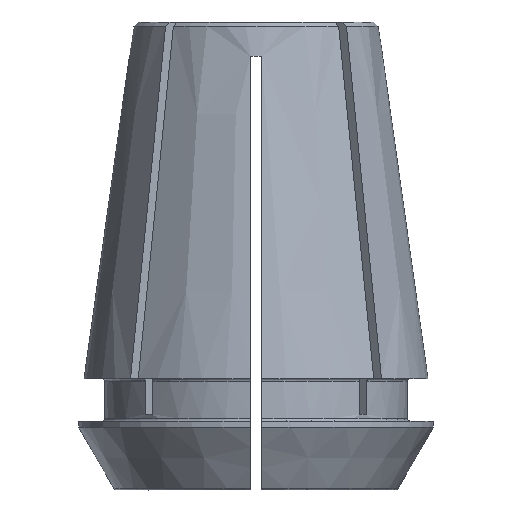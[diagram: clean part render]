
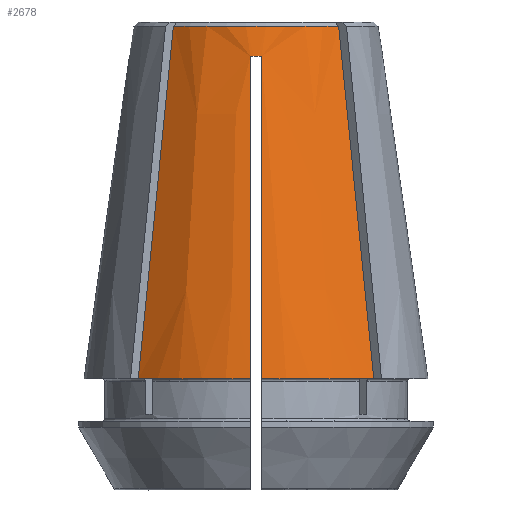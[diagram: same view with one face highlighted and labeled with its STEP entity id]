
A CAD part, front view. The second image highlights one B-rep face of the part: STEP entity #2678.
In plain terms, the highlighted conical face has half-angle 8 degrees and reference radius 8.86 mm.
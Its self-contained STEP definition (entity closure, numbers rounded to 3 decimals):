
#53=CONICAL_SURFACE('',#2878,8.86,0.14);
#115=CIRCLE('',#2829,9.211);
#147=CIRCLE('',#2879,12.5);
#148=CIRCLE('',#2880,8.902);
#149=CIRCLE('',#2881,12.5);
#876=ORIENTED_EDGE('',*,*,#1719,.T.);
#877=ORIENTED_EDGE('',*,*,#1720,.T.);
#878=ORIENTED_EDGE('',*,*,#1721,.F.);
#879=ORIENTED_EDGE('',*,*,#1631,.T.);
#880=ORIENTED_EDGE('',*,*,#1722,.T.);
#881=ORIENTED_EDGE('',*,*,#1723,.F.);
#882=ORIENTED_EDGE('',*,*,#1579,.F.);
#883=ORIENTED_EDGE('',*,*,#1594,.T.);
#1579=EDGE_CURVE('',#2006,#2003,#115,.T.);
#1594=EDGE_CURVE('',#2006,#2021,#2239,.T.);
#1631=EDGE_CURVE('',#2055,#2054,#2247,.T.);
#1719=EDGE_CURVE('',#2021,#2132,#147,.T.);
#1720=EDGE_CURVE('',#2132,#2133,#2269,.T.);
#1721=EDGE_CURVE('',#2055,#2133,#148,.T.);
#1722=EDGE_CURVE('',#2054,#2134,#149,.T.);
#1723=EDGE_CURVE('',#2003,#2134,#2270,.T.);
#2003=VERTEX_POINT('',#4151);
#2006=VERTEX_POINT('',#4156);
#2021=VERTEX_POINT('',#4199);
#2054=VERTEX_POINT('',#4310);
#2055=VERTEX_POINT('',#4318);
#2132=VERTEX_POINT('',#4578);
#2133=VERTEX_POINT('',#4586);
#2134=VERTEX_POINT('',#4589);
#2239=B_SPLINE_CURVE_WITH_KNOTS('',3,(#4200,#4201,#4202,#4203,#4204,#4205,
#4206,#4207,#4208,#4209),.UNSPECIFIED.,.F.,.F.,(4,3,3,4),(0.014,
0.017,0.034,0.038),.UNSPECIFIED.);
#2247=B_SPLINE_CURVE_WITH_KNOTS('',3,(#4311,#4312,#4313,#4314,#4315,#4316,
#4317),.UNSPECIFIED.,.F.,.F.,(4,3,4),(0.,0.016,
0.026),.UNSPECIFIED.);
#2269=B_SPLINE_CURVE_WITH_KNOTS('',3,(#4579,#4580,#4581,#4582,#4583,#4584,
#4585),.UNSPECIFIED.,.F.,.F.,(4,3,4),(0.,0.022,
0.026),.UNSPECIFIED.);
#2270=B_SPLINE_CURVE_WITH_KNOTS('',3,(#4590,#4591,#4592,#4593,#4594,#4595,
#4596,#4597,#4598,#4599),.UNSPECIFIED.,.F.,.F.,(4,3,3,4),(0.014,
0.017,0.034,0.038),.UNSPECIFIED.);
#2330=EDGE_LOOP('',(#876,#877,#878,#879,#880,#881,#882,#883));
#2474=FACE_BOUND('',#2330,.T.);
#2678=ADVANCED_FACE('',(#2474),#53,.T.);
#2829=AXIS2_PLACEMENT_3D('',#4157,#3208,#3209);
#2878=AXIS2_PLACEMENT_3D('',#4576,#3380,#3381);
#2879=AXIS2_PLACEMENT_3D('',#4577,#3382,#3383);
#2880=AXIS2_PLACEMENT_3D('',#4587,#3384,#3385);
#2881=AXIS2_PLACEMENT_3D('',#4588,#3386,#3387);
#3208=DIRECTION('',(0.,0.,-1.));
#3209=DIRECTION('',(-1.,0.,0.));
#3380=DIRECTION('',(0.,0.,-1.));
#3381=DIRECTION('',(-1.,0.,0.));
#3382=DIRECTION('',(0.,0.,1.));
#3383=DIRECTION('',(1.,0.,0.));
#3384=DIRECTION('',(0.,0.,1.));
#3385=DIRECTION('',(1.,0.,0.));
#3386=DIRECTION('',(0.,0.,1.));
#3387=DIRECTION('',(1.,0.,0.));
#4151=CARTESIAN_POINT('',(-0.4,-9.203,26.5));
#4156=CARTESIAN_POINT('',(0.4,-9.203,26.5));
#4157=CARTESIAN_POINT('',(0.,0.,26.5));
#4199=CARTESIAN_POINT('',(0.4,-12.494,3.1));
#4200=CARTESIAN_POINT('',(0.4,-9.203,26.5));
#4201=CARTESIAN_POINT('',(0.4,-9.341,25.513));
#4202=CARTESIAN_POINT('',(0.4,-9.48,24.527));
#4203=CARTESIAN_POINT('',(0.4,-9.619,23.54));
#4204=CARTESIAN_POINT('',(0.4,-10.404,17.961));
#4205=CARTESIAN_POINT('',(0.4,-11.188,12.381));
#4206=CARTESIAN_POINT('',(0.4,-11.973,6.802));
#4207=CARTESIAN_POINT('',(0.4,-12.147,5.568));
#4208=CARTESIAN_POINT('',(0.4,-12.32,4.334));
#4209=CARTESIAN_POINT('',(0.4,-12.494,3.1));
#4310=CARTESIAN_POINT('',(-8.551,-9.117,3.1));
#4311=CARTESIAN_POINT('',(-6.005,-6.571,28.703));
#4312=CARTESIAN_POINT('',(-6.518,-7.084,23.544));
#4313=CARTESIAN_POINT('',(-7.031,-7.597,18.386));
#4314=CARTESIAN_POINT('',(-7.544,-8.11,13.227));
#4315=CARTESIAN_POINT('',(-7.88,-8.446,9.851));
#4316=CARTESIAN_POINT('',(-8.216,-8.782,6.476));
#4317=CARTESIAN_POINT('',(-8.551,-9.117,3.1));
#4318=CARTESIAN_POINT('',(-6.005,-6.571,28.703));
#4576=CARTESIAN_POINT('',(0.,0.,29.));
#4577=CARTESIAN_POINT('',(0.,0.,3.1));
#4578=CARTESIAN_POINT('',(8.551,-9.117,3.1));
#4579=CARTESIAN_POINT('',(8.551,-9.117,3.1));
#4580=CARTESIAN_POINT('',(7.831,-8.397,10.344));
#4581=CARTESIAN_POINT('',(7.111,-7.677,17.588));
#4582=CARTESIAN_POINT('',(6.39,-6.956,24.832));
#4583=CARTESIAN_POINT('',(6.262,-6.828,26.122));
#4584=CARTESIAN_POINT('',(6.134,-6.699,27.413));
#4585=CARTESIAN_POINT('',(6.005,-6.571,28.703));
#4586=CARTESIAN_POINT('',(6.005,-6.571,28.703));
#4587=CARTESIAN_POINT('',(0.,0.,28.703));
#4588=CARTESIAN_POINT('',(0.,0.,3.1));
#4589=CARTESIAN_POINT('',(-0.4,-12.494,3.1));
#4590=CARTESIAN_POINT('',(-0.4,-9.203,26.5));
#4591=CARTESIAN_POINT('',(-0.4,-9.341,25.513));
#4592=CARTESIAN_POINT('',(-0.4,-9.48,24.527));
#4593=CARTESIAN_POINT('',(-0.4,-9.619,23.54));
#4594=CARTESIAN_POINT('',(-0.4,-10.404,17.961));
#4595=CARTESIAN_POINT('',(-0.4,-11.188,12.381));
#4596=CARTESIAN_POINT('',(-0.4,-11.973,6.802));
#4597=CARTESIAN_POINT('',(-0.4,-12.147,5.568));
#4598=CARTESIAN_POINT('',(-0.4,-12.32,4.334));
#4599=CARTESIAN_POINT('',(-0.4,-12.494,3.1));
